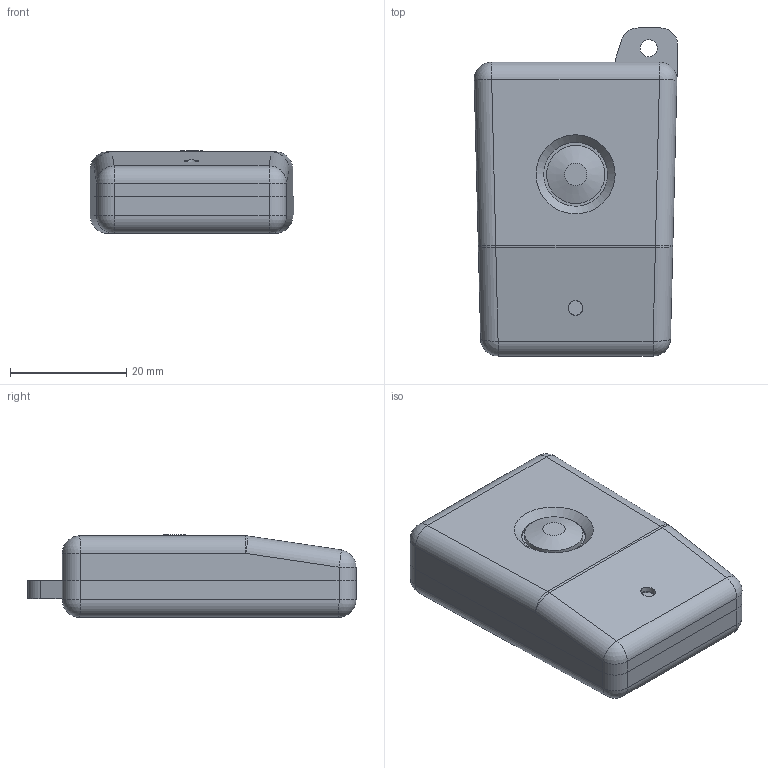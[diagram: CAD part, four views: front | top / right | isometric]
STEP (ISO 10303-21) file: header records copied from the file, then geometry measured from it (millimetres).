
FILE_DESCRIPTION(('STEP AP203'), '1');
FILE_NAME('p10', '2016-08-23T09:14:55', ('user '), (''), 'ASCON STEP Converter 1.3', 'ASCON Math Kernel', '');
FILE_SCHEMA(('CONFIG_CONTROL_DESIGN'));
Length unit declared in the file: millimetre
Assembly tree (4 placements, depth 3):
  (unnamed)
    (unnamed)
      (unnamed)
      (unnamed)
      (unnamed)
Bounding box: 34.99 x 56.4 x 14.2 mm (x, y, z)
Volume: 9808.9 mm3; surface area: 11200.4 mm2
Topology: 3 solids, 3 shells, 119 faces, 247 edges, 149 vertices
Faces by surface type: plane 56, cylinder 49, sphere 10, cone 2, bspline 2
Full cylindrical faces by diameter (mm): 1.8 x2, 2 x8, 2.15 x1, 2.4 x2, 2.5 x2, 2.95 x1, 3 x1, 4 x2, 4.2 x2, 6 x3, 10 x1, 11 x1
Entity records: 4373 total; most frequent: CARTESIAN_POINT 696, DIRECTION 546, ORIENTED_EDGE 422, AXIS2_PLACEMENT_3D 221, EDGE_CURVE 211, EDGE_LOOP 182, VERTEX_POINT 149, FACE_BOUND 129
